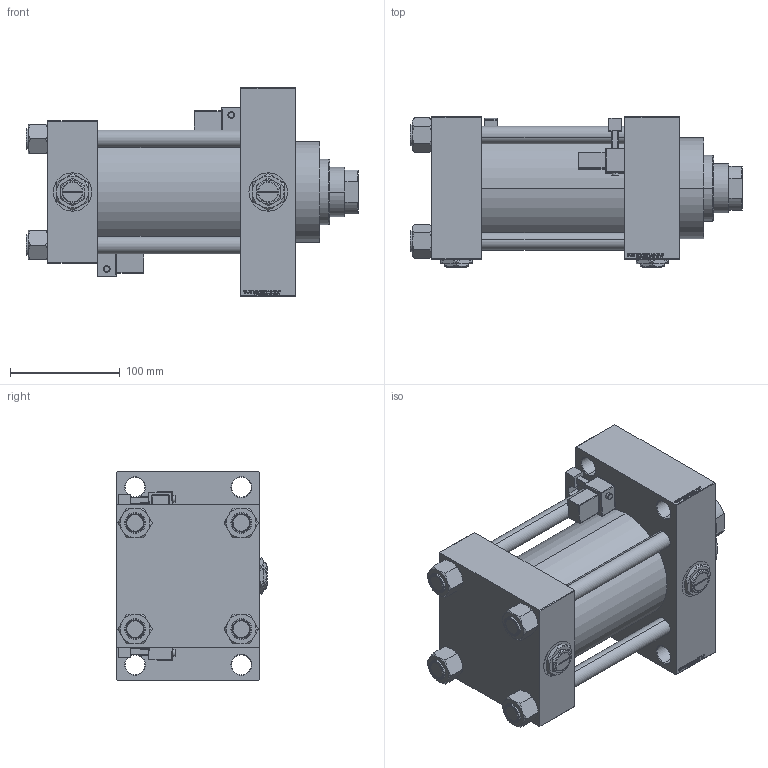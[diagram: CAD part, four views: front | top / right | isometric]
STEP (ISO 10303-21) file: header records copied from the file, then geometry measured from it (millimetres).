
FILE_DESCRIPTION (( 'STEP AP203' ), '1' );
FILE_NAME ('ca1c.STEP', '2025-04-02T17:35:59', ( '' ), ( '' ), 'SwSTEP 2.0', 'SolidWorks 2019', '' );
FILE_SCHEMA (( 'CONFIG_CONTROL_DESIGN' ));
Length unit declared in the file: millimetre
Products named in the file (8): V215CR_D_TYCINKA 0131b818a7715ef6fab8746811cf916b; V215CR_MSU 0131b818a7715ef6fab8746811cf916b; V215CR_VCP_D 0131b818a7715ef6fab8746811cf916b; Zatka_pro_OIL_PORT 0131b818a7715ef6fab8746811cf916b; ca1c; V215_VC_A 0131b818a7715ef6fab8746811cf916b; V215CR_D_Body 0131b818a7715ef6fab8746811cf916b; NUT_M5_D 0131b818a7715ef6fab8746811cf916b
Assembly tree (15 placements, depth 2):
  ca1c
    V215CR_D_Body 0131b818a7715ef6fab8746811cf916b
    V215CR_VCP_D 0131b818a7715ef6fab8746811cf916b
    NUT_M5_D 0131b818a7715ef6fab8746811cf916b  x4
    V215CR_D_TYCINKA 0131b818a7715ef6fab8746811cf916b  x4
    V215_VC_A 0131b818a7715ef6fab8746811cf916b
    V215CR_MSU 0131b818a7715ef6fab8746811cf916b  x2
    Zatka_pro_OIL_PORT 0131b818a7715ef6fab8746811cf916b  x2
Bounding box: 303 x 137 x 190 mm (x, y, z)
Volume: 2835860.8 mm3; surface area: 431140 mm2
Topology: 15 solids, 15 shells, 1407 faces, 3494 edges, 2217 vertices
Faces by surface type: plane 651, bspline 368, cone 184, cylinder 160, sphere 24, torus 20
Entity records: 51991 total; most frequent: CARTESIAN_POINT 26201, ORIENTED_EDGE 5678, DIRECTION 3927, EDGE_CURVE 2839, VERTEX_POINT 1841, VECTOR 1669, LINE 1669, EDGE_LOOP 1274
